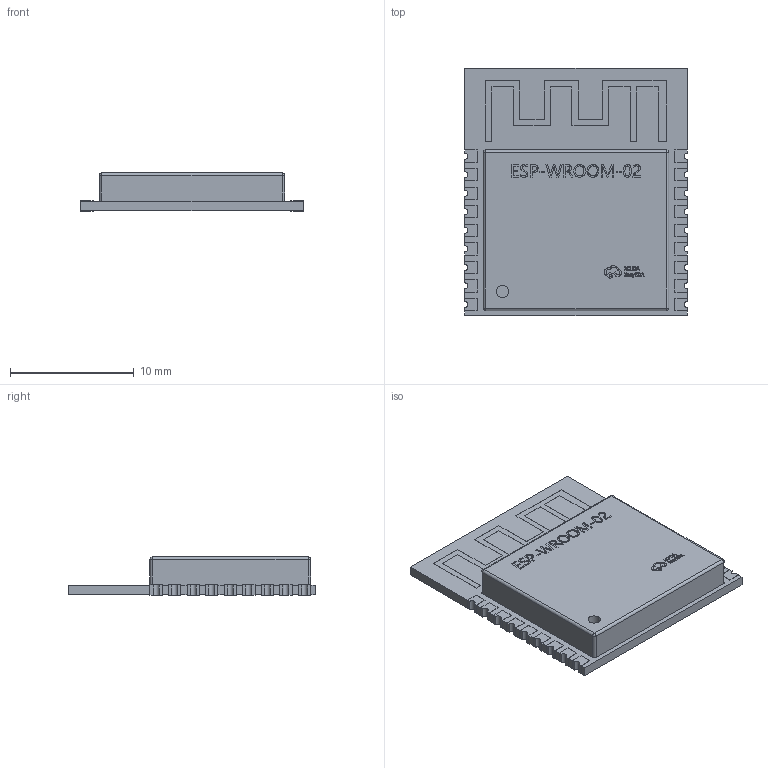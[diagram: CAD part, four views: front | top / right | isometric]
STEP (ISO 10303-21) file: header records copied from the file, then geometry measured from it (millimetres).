
FILE_DESCRIPTION (( 'STEP AP214' ), '1' );
FILE_NAME ('WIFIM-SMD_L20.0-W18.0-H3.1.step', '2022-07-15T04:59:26', ( '' ), ( '' ), 'SwSTEP 2.0', 'SolidWorks 2020', '' );
FILE_SCHEMA (( 'AUTOMOTIVE_DESIGN' ));
Length unit declared in the file: millimetre
Products named in the file (1): WIFIM-SMD_L20.0-W18.0-H3.1
Bounding box: 18.02 x 20 x 3.09 mm (x, y, z)
Volume: 727.5 mm3; surface area: 913.3 mm2
Topology: 14 solids, 14 shells, 694 faces, 1909 edges, 1266 vertices
Faces by surface type: plane 475, bspline 178, cylinder 37, sphere 4
Entity records: 31992 total; most frequent: CARTESIAN_POINT 10028, ORIENTED_EDGE 3810, DIRECTION 2653, EDGE_CURVE 1905, VECTOR 1471, LINE 1471, VERTEX_POINT 1266, EDGE_LOOP 733
